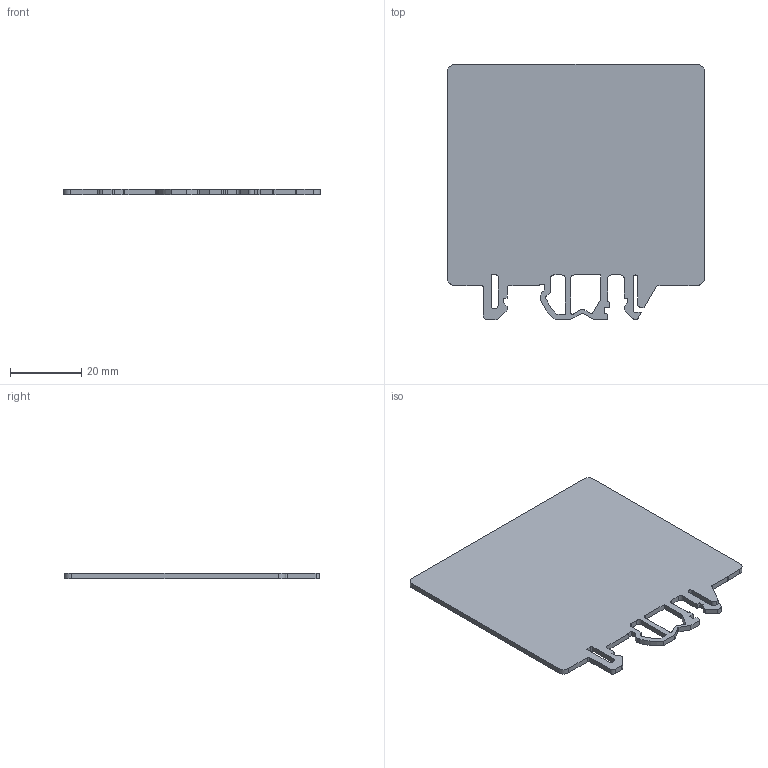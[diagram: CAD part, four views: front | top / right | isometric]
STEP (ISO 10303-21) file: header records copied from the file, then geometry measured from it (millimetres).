
FILE_DESCRIPTION((''),'2;1');
FILE_NAME('ASM0001_ASM','2022-05-04T09:54:51',('klemen.sitar'),('Audax d.o.o.'),'CREO PARAMETRIC BY PTC INC, 2021304','CREO PARAMETRIC BY PTC INC, 2021304','');
FILE_SCHEMA(('AP242_MANAGED_MODEL_BASED_3D_ENGINEERING_MIM_LF { 1 0 10303 442 1 1 4 }'));
Length unit declared in the file: millimetre
Products named in the file (2): ESC-DFU_6_R; ASM0001_ASM
Assembly tree (1 placements, depth 2):
  ASM0001_ASM
    ESC-DFU_6_R
Bounding box: 72 x 71.5 x 1.5 mm (x, y, z)
Volume: 6834.5 mm3; surface area: 9764.5 mm2
Topology: 1 solids, 1 shells, 92 faces, 270 edges, 180 vertices
Faces by surface type: plane 59, cylinder 33
Entity records: 4866 total; most frequent: CARTESIAN_POINT 550, ORIENTED_EDGE 540, DIRECTION 528, PRESENTATION_STYLE_ASSIGNMENT 364, STYLED_ITEM 364, CURVE_STYLE 271, EDGE_CURVE 270, VECTOR 204
